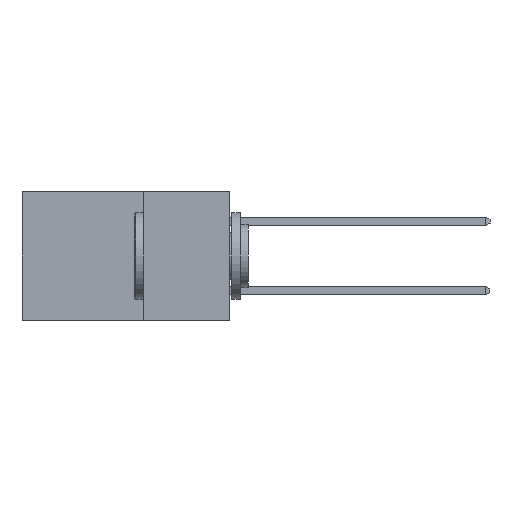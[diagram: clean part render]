
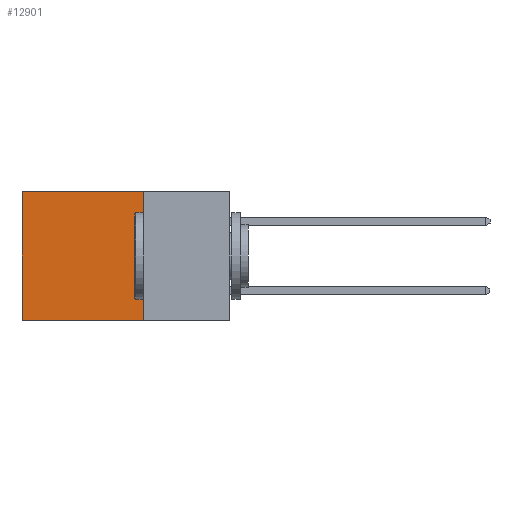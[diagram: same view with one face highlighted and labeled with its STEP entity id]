
A CAD part, left-side view. The second image highlights one B-rep face of the part: STEP entity #12901.
In plain terms, the highlighted planar face has unit normal (-1, 0, 0).
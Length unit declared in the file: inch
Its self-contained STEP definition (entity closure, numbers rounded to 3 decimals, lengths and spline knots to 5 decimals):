
#285 = LINE ( 'NONE', #3430, #7086 ) ;
#1244 = CARTESIAN_POINT ( 'NONE',  ( 0.298, 0.6, 0. ) ) ;
#1665 = VERTEX_POINT ( 'NONE', #5554 ) ;
#3042 = ORIENTED_EDGE ( 'NONE', *, *, #11907, .F. ) ;
#3151 = EDGE_CURVE ( 'NONE', #1665, #15993, #7532, .T. ) ;
#3430 = CARTESIAN_POINT ( 'NONE',  ( 0.298, 0.25, -0.37 ) ) ;
#3724 = CARTESIAN_POINT ( 'NONE',  ( 0.298, 0.6, -0.37 ) ) ;
#4313 = CARTESIAN_POINT ( 'NONE',  ( 0.298, 0.6, 0. ) ) ;
#4421 = DIRECTION ( 'NONE',  ( 0., 0., -1. ) ) ;
#4560 = AXIS2_PLACEMENT_3D ( 'NONE', #10126, #12912, #4421 ) ;
#4734 = VERTEX_POINT ( 'NONE', #13574 ) ;
#4880 = DIRECTION ( 'NONE',  ( 0., 1., 0. ) ) ;
#5554 = CARTESIAN_POINT ( 'NONE',  ( 0.298, 0.25, 0. ) ) ;
#5808 = PLANE ( 'NONE',  #4560 ) ;
#6021 = VECTOR ( 'NONE', #9421, 39.37008 ) ;
#6181 = VERTEX_POINT ( 'NONE', #3724 ) ;
#6376 = EDGE_LOOP ( 'NONE', ( #8101, #3042, #7341, #10182 ) ) ;
#6583 = DIRECTION ( 'NONE',  ( 0., 1., 0. ) ) ;
#7086 = VECTOR ( 'NONE', #4880, 39.37008 ) ;
#7097 = VECTOR ( 'NONE', #6583, 39.37008 ) ;
#7313 = CARTESIAN_POINT ( 'NONE',  ( 0.298, 0.25, 0. ) ) ;
#7341 = ORIENTED_EDGE ( 'NONE', *, *, #10032, .F. ) ;
#7532 = LINE ( 'NONE', #7313, #7097 ) ;
#7995 = CARTESIAN_POINT ( 'NONE',  ( 0.298, 0.25, 0. ) ) ;
#8101 = ORIENTED_EDGE ( 'NONE', *, *, #14055, .T. ) ;
#8585 = FACE_OUTER_BOUND ( 'NONE', #6376, .T. ) ;
#9421 = DIRECTION ( 'NONE',  ( 0., 0., -1. ) ) ;
#10032 = EDGE_CURVE ( 'NONE', #1665, #4734, #13950, .T. ) ;
#10126 = CARTESIAN_POINT ( 'NONE',  ( 0.298, 0.25, 0. ) ) ;
#10182 = ORIENTED_EDGE ( 'NONE', *, *, #3151, .T. ) ;
#10772 = VECTOR ( 'NONE', #11442, 39.37008 ) ;
#11218 = LINE ( 'NONE', #4313, #10772 ) ;
#11442 = DIRECTION ( 'NONE',  ( 0., 0., -1. ) ) ;
#11907 = EDGE_CURVE ( 'NONE', #4734, #6181, #285, .T. ) ;
#12901 = ADVANCED_FACE ( 'NONE', ( #8585 ), #5808, .F. ) ;
#12912 = DIRECTION ( 'NONE',  ( 1., 0., 0. ) ) ;
#13574 = CARTESIAN_POINT ( 'NONE',  ( 0.298, 0.25, -0.37 ) ) ;
#13950 = LINE ( 'NONE', #7995, #6021 ) ;
#14055 = EDGE_CURVE ( 'NONE', #15993, #6181, #11218, .T. ) ;
#15993 = VERTEX_POINT ( 'NONE', #1244 ) ;
